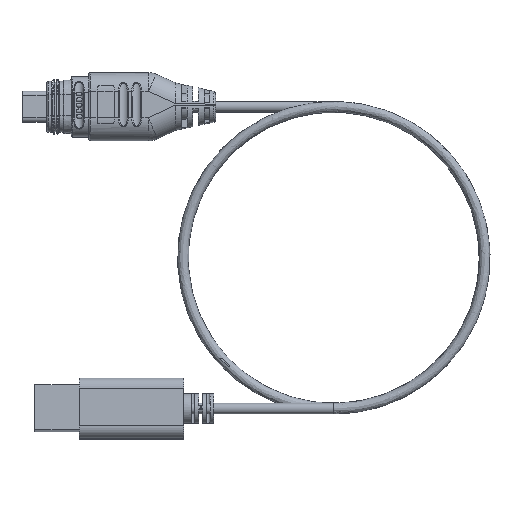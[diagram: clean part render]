
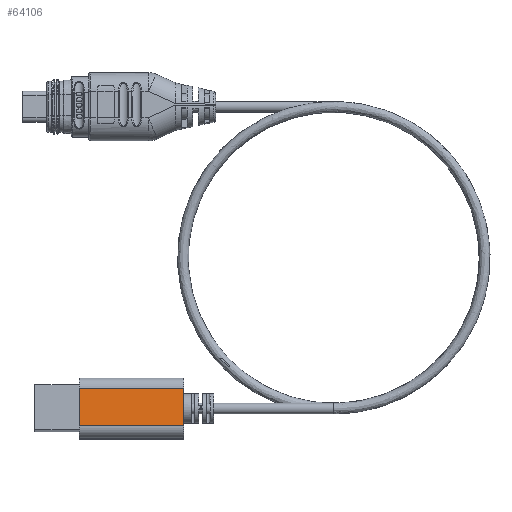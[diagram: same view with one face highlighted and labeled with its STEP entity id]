
A CAD part, front view. The second image highlights one B-rep face of the part: STEP entity #64106.
In plain terms, the highlighted face is planar.
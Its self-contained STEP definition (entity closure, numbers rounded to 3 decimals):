
#3260 = VECTOR ( 'NONE', #87309, 1000. ) ;
#7373 = VERTEX_POINT ( 'NONE', #38783 ) ;
#11880 = CARTESIAN_POINT ( 'NONE',  ( -98.847, -4., -5. ) ) ;
#12126 = EDGE_CURVE ( 'NONE', #29811, #55135, #21073, .T. ) ;
#21073 = LINE ( 'NONE', #45573, #40886 ) ;
#23359 = AXIS2_PLACEMENT_3D ( 'NONE', #71298, #43025, #28812 ) ;
#24571 = DIRECTION ( 'NONE',  ( 1., 0., 0. ) ) ;
#25389 = CARTESIAN_POINT ( 'NONE',  ( -126.347, -4., -5. ) ) ;
#28812 = DIRECTION ( 'NONE',  ( 0., 0., -1. ) ) ;
#29811 = VERTEX_POINT ( 'NONE', #53244 ) ;
#34029 = CARTESIAN_POINT ( 'NONE',  ( -126.347, -4., -5. ) ) ;
#37842 = EDGE_CURVE ( 'NONE', #29811, #7373, #59486, .T. ) ;
#38498 = LINE ( 'NONE', #59449, #3260 ) ;
#38674 = ORIENTED_EDGE ( 'NONE', *, *, #12126, .F. ) ;
#38783 = CARTESIAN_POINT ( 'NONE',  ( -126.347, -4., -5. ) ) ;
#40886 = VECTOR ( 'NONE', #24571, 1000. ) ;
#41354 = EDGE_CURVE ( 'NONE', #7373, #82716, #71241, .T. ) ;
#41469 = VECTOR ( 'NONE', #46711, 1000. ) ;
#42676 = EDGE_LOOP ( 'NONE', ( #38674, #71619, #77763, #88829 ) ) ;
#43025 = DIRECTION ( 'NONE',  ( 0., -1., 0. ) ) ;
#45573 = CARTESIAN_POINT ( 'NONE',  ( -126.347, -4., 5. ) ) ;
#46711 = DIRECTION ( 'NONE',  ( 1., 0., 0. ) ) ;
#53244 = CARTESIAN_POINT ( 'NONE',  ( -126.347, -4., 5. ) ) ;
#55135 = VERTEX_POINT ( 'NONE', #81196 ) ;
#56736 = FACE_OUTER_BOUND ( 'NONE', #42676, .T. ) ;
#59449 = CARTESIAN_POINT ( 'NONE',  ( -98.847, -4., 0. ) ) ;
#59486 = LINE ( 'NONE', #34029, #62728 ) ;
#62337 = DIRECTION ( 'NONE',  ( 0., 0., -1. ) ) ;
#62728 = VECTOR ( 'NONE', #62337, 1000. ) ;
#64106 = ADVANCED_FACE ( 'NONE', ( #56736 ), #77094, .T. ) ;
#71241 = LINE ( 'NONE', #25389, #41469 ) ;
#71298 = CARTESIAN_POINT ( 'NONE',  ( -126.347, -4., -5. ) ) ;
#71619 = ORIENTED_EDGE ( 'NONE', *, *, #37842, .T. ) ;
#77094 = PLANE ( 'NONE',  #23359 ) ;
#77763 = ORIENTED_EDGE ( 'NONE', *, *, #41354, .T. ) ;
#78794 = EDGE_CURVE ( 'NONE', #82716, #55135, #38498, .T. ) ;
#81196 = CARTESIAN_POINT ( 'NONE',  ( -98.847, -4., 5. ) ) ;
#82716 = VERTEX_POINT ( 'NONE', #11880 ) ;
#87309 = DIRECTION ( 'NONE',  ( 0., 0., 1. ) ) ;
#88829 = ORIENTED_EDGE ( 'NONE', *, *, #78794, .T. ) ;
